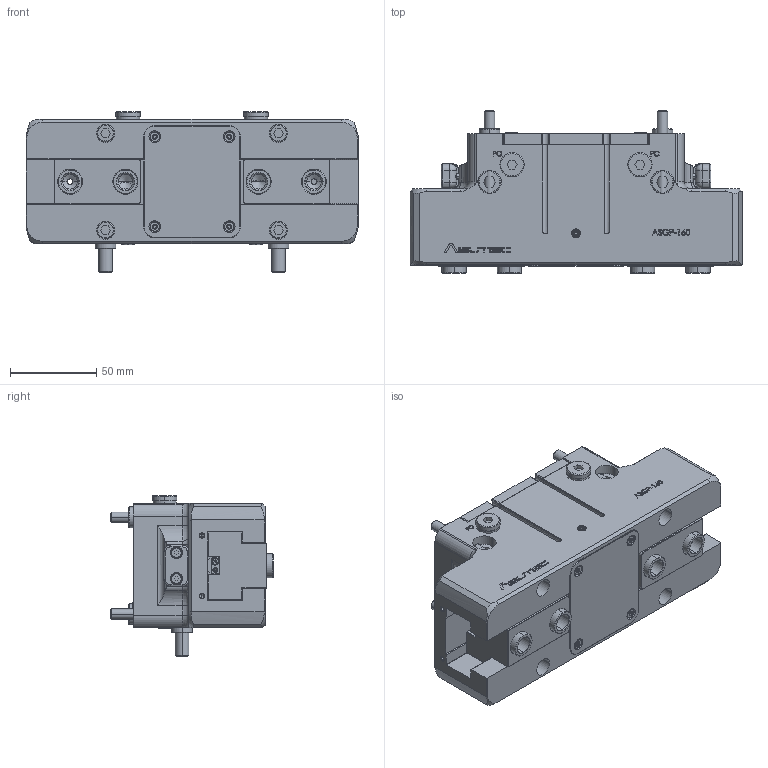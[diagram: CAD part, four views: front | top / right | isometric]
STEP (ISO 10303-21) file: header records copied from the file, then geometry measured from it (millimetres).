
FILE_DESCRIPTION (( 'STEP AP203' ), '1' );
FILE_NAME ('ASUTEC_ASGP-160.STEP', '2019-11-09T19:24:49', ( '' ), ( '' ), 'SwSTEP 2.0', 'SolidWorks 2015', '' );
FILE_SCHEMA (( 'CONFIG_CONTROL_DESIGN' ));
Length unit declared in the file: millimetre
Products named in the file (12): 12000092 O-Ring 5x1_Flanschdichtung <Standard>; 10000066 M8x75; 10000125 M6x70; Grundgehäuse-ASGP-160_Step <Standard>; 14010000 Blindstopfen G 1_8; Greiferbacke ASGP-160; Zentrierhuelse-konfigurierbar_D12d8.2L7<standard>; Abdeckung ASGP-160; ASUTEC_ASGP-160; Positionsabfrage_links_ASGP-160; Positionsabfrage_rechts_ASGP-160; Schalterhalter ab ASGP-63
Assembly tree (24 placements, depth 2):
  ASUTEC_ASGP-160
    Grundgehäuse-ASGP-160_Step <Standard>
    Greiferbacke ASGP-160  x2
    Abdeckung ASGP-160
    Positionsabfrage_links_ASGP-160
    Positionsabfrage_rechts_ASGP-160
    Schalterhalter ab ASGP-63  x2
    12000092 O-Ring 5x1_Flanschdichtung <Standard>  x4
    10000066 M8x75  x2
    10000125 M6x70  x4
    14010000 Blindstopfen G 1_8  x2
    Zentrierhuelse-konfigurierbar_D12d8.2L7<standard>  x4
Bounding box: 192 x 94 x 93.1 mm (x, y, z)
Volume: 842538.9 mm3; surface area: 153962.3 mm2
Topology: 24 solids, 24 shells, 2236 faces, 5449 edges, 3372 vertices
Faces by surface type: cylinder 738, plane 693, cone 502, torus 150, bspline 149, sphere 4
Entity records: 67811 total; most frequent: CARTESIAN_POINT 24010, ORIENTED_EDGE 9074, DIRECTION 8229, EDGE_CURVE 4537, AXIS2_PLACEMENT_3D 3042, VERTEX_POINT 2863, VECTOR 2145, LINE 2145
